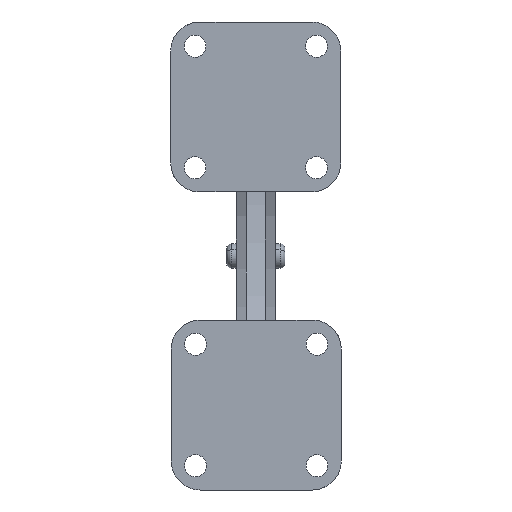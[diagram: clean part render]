
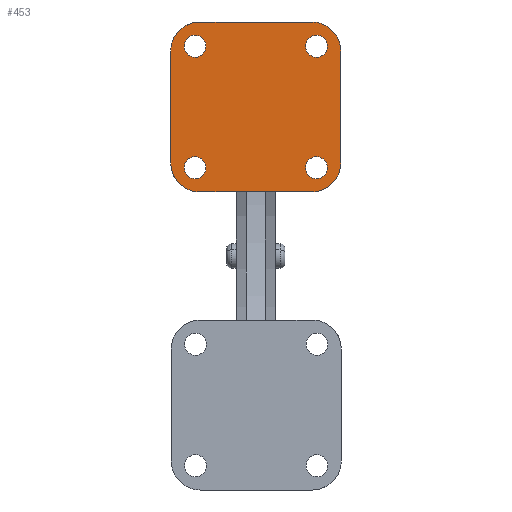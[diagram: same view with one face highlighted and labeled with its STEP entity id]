
A CAD part, front view. The second image highlights one B-rep face of the part: STEP entity #453.
In plain terms, the highlighted free-form (B-spline) face has degree [1, 1] with [2, 2] control points.
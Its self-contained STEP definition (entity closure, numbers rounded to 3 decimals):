
#120 = VERTEX_POINT('',#121);
#121 = CARTESIAN_POINT('',(-38.914,0.,31.909));
#126 = EDGE_CURVE('',#120,#127,#129,.T.);
#127 = VERTEX_POINT('',#128);
#128 = CARTESIAN_POINT('',(-38.914,0.,45.919));
#129 = ( BOUNDED_CURVE() B_SPLINE_CURVE(2,(#130,#131,#132,#133,#134),
.UNSPECIFIED.,.F.,.F.) B_SPLINE_CURVE_WITH_KNOTS((3,2,3),(3.142,
4.712,6.283),.PIECEWISE_BEZIER_KNOTS.) CURVE() 
GEOMETRIC_REPRESENTATION_ITEM() RATIONAL_B_SPLINE_CURVE((1.,
0.707,1.,0.707,1.)) REPRESENTATION_ITEM('') );
#130 = CARTESIAN_POINT('',(-38.914,0.,31.909));
#131 = CARTESIAN_POINT('',(-45.919,0.,31.909));
#132 = CARTESIAN_POINT('',(-45.919,0.,38.914));
#133 = CARTESIAN_POINT('',(-45.919,0.,45.919));
#134 = CARTESIAN_POINT('',(-38.914,0.,45.919));
#168 = VERTEX_POINT('',#169);
#169 = CARTESIAN_POINT('',(38.914,0.,31.909));
#174 = EDGE_CURVE('',#168,#175,#177,.T.);
#175 = VERTEX_POINT('',#176);
#176 = CARTESIAN_POINT('',(38.914,0.,45.919));
#177 = ( BOUNDED_CURVE() B_SPLINE_CURVE(2,(#178,#179,#180,#181,#182),
.UNSPECIFIED.,.F.,.F.) B_SPLINE_CURVE_WITH_KNOTS((3,2,3),(3.142,
4.712,6.283),.PIECEWISE_BEZIER_KNOTS.) CURVE() 
GEOMETRIC_REPRESENTATION_ITEM() RATIONAL_B_SPLINE_CURVE((1.,
0.707,1.,0.707,1.)) REPRESENTATION_ITEM('') );
#178 = CARTESIAN_POINT('',(38.914,0.,31.909));
#179 = CARTESIAN_POINT('',(31.909,0.,31.909));
#180 = CARTESIAN_POINT('',(31.909,0.,38.914));
#181 = CARTESIAN_POINT('',(31.909,0.,45.919));
#182 = CARTESIAN_POINT('',(38.914,0.,45.919));
#216 = VERTEX_POINT('',#217);
#217 = CARTESIAN_POINT('',(38.914,0.,-45.919));
#222 = EDGE_CURVE('',#216,#223,#225,.T.);
#223 = VERTEX_POINT('',#224);
#224 = CARTESIAN_POINT('',(38.914,0.,-31.909));
#225 = ( BOUNDED_CURVE() B_SPLINE_CURVE(2,(#226,#227,#228,#229,#230),
.UNSPECIFIED.,.F.,.F.) B_SPLINE_CURVE_WITH_KNOTS((3,2,3),(3.142,
4.712,6.283),.PIECEWISE_BEZIER_KNOTS.) CURVE() 
GEOMETRIC_REPRESENTATION_ITEM() RATIONAL_B_SPLINE_CURVE((1.,
0.707,1.,0.707,1.)) REPRESENTATION_ITEM('') );
#226 = CARTESIAN_POINT('',(38.914,0.,-45.919));
#227 = CARTESIAN_POINT('',(31.909,0.,-45.919));
#228 = CARTESIAN_POINT('',(31.909,0.,-38.914));
#229 = CARTESIAN_POINT('',(31.909,0.,-31.909));
#230 = CARTESIAN_POINT('',(38.914,0.,-31.909));
#264 = VERTEX_POINT('',#265);
#265 = CARTESIAN_POINT('',(-38.914,0.,-45.919));
#270 = EDGE_CURVE('',#264,#271,#273,.T.);
#271 = VERTEX_POINT('',#272);
#272 = CARTESIAN_POINT('',(-38.914,0.,-31.909));
#273 = ( BOUNDED_CURVE() B_SPLINE_CURVE(2,(#274,#275,#276,#277,#278),
.UNSPECIFIED.,.F.,.F.) B_SPLINE_CURVE_WITH_KNOTS((3,2,3),(3.142,
4.712,6.283),.PIECEWISE_BEZIER_KNOTS.) CURVE() 
GEOMETRIC_REPRESENTATION_ITEM() RATIONAL_B_SPLINE_CURVE((1.,
0.707,1.,0.707,1.)) REPRESENTATION_ITEM('') );
#274 = CARTESIAN_POINT('',(-38.914,0.,-45.919));
#275 = CARTESIAN_POINT('',(-45.919,0.,-45.919));
#276 = CARTESIAN_POINT('',(-45.919,0.,-38.914));
#277 = CARTESIAN_POINT('',(-45.919,0.,-31.909));
#278 = CARTESIAN_POINT('',(-38.914,0.,-31.909));
#453 = ADVANCED_FACE('',(#454,#516,#527,#538,#549),#560,.F.);
#454 = FACE_BOUND('',#455,.T.);
#455 = EDGE_LOOP('',(#456,#466,#473,#481,#488,#496,#503,#511));
#456 = ORIENTED_EDGE('',*,*,#457,.T.);
#457 = EDGE_CURVE('',#458,#460,#462,.T.);
#458 = VERTEX_POINT('',#459);
#459 = CARTESIAN_POINT('',(54.48,0.,35.801));
#460 = VERTEX_POINT('',#461);
#461 = CARTESIAN_POINT('',(35.801,0.,54.48));
#462 = ( BOUNDED_CURVE() B_SPLINE_CURVE(2,(#463,#464,#465),
.UNSPECIFIED.,.F.,.F.) B_SPLINE_CURVE_WITH_KNOTS((3,3),(4.712,
6.283),.PIECEWISE_BEZIER_KNOTS.) CURVE() 
GEOMETRIC_REPRESENTATION_ITEM() RATIONAL_B_SPLINE_CURVE((1.,
0.707,1.)) REPRESENTATION_ITEM('') );
#463 = CARTESIAN_POINT('',(54.48,0.,35.801));
#464 = CARTESIAN_POINT('',(54.48,0.,54.48));
#465 = CARTESIAN_POINT('',(35.801,0.,54.48));
#466 = ORIENTED_EDGE('',*,*,#467,.F.);
#467 = EDGE_CURVE('',#468,#460,#470,.T.);
#468 = VERTEX_POINT('',#469);
#469 = CARTESIAN_POINT('',(-35.801,0.,54.48));
#470 = B_SPLINE_CURVE_WITH_KNOTS('',1,(#471,#472),.UNSPECIFIED.,.F.,.F.,
  (2,2),(18.,87.),.PIECEWISE_BEZIER_KNOTS.);
#471 = CARTESIAN_POINT('',(-35.801,0.,54.48));
#472 = CARTESIAN_POINT('',(35.801,0.,54.48));
#473 = ORIENTED_EDGE('',*,*,#474,.T.);
#474 = EDGE_CURVE('',#468,#475,#477,.T.);
#475 = VERTEX_POINT('',#476);
#476 = CARTESIAN_POINT('',(-54.48,0.,35.801));
#477 = ( BOUNDED_CURVE() B_SPLINE_CURVE(2,(#478,#479,#480),
.UNSPECIFIED.,.F.,.F.) B_SPLINE_CURVE_WITH_KNOTS((3,3),(0.,
1.571),.PIECEWISE_BEZIER_KNOTS.) CURVE() 
GEOMETRIC_REPRESENTATION_ITEM() RATIONAL_B_SPLINE_CURVE((1.,
0.707,1.)) REPRESENTATION_ITEM('') );
#478 = CARTESIAN_POINT('',(-35.801,0.,54.48));
#479 = CARTESIAN_POINT('',(-54.48,0.,54.48));
#480 = CARTESIAN_POINT('',(-54.48,0.,35.801));
#481 = ORIENTED_EDGE('',*,*,#482,.F.);
#482 = EDGE_CURVE('',#483,#475,#485,.T.);
#483 = VERTEX_POINT('',#484);
#484 = CARTESIAN_POINT('',(-54.48,0.,-35.801));
#485 = B_SPLINE_CURVE_WITH_KNOTS('',1,(#486,#487),.UNSPECIFIED.,.F.,.F.,
  (2,2),(18.,87.),.PIECEWISE_BEZIER_KNOTS.);
#486 = CARTESIAN_POINT('',(-54.48,0.,-35.801));
#487 = CARTESIAN_POINT('',(-54.48,0.,35.801));
#488 = ORIENTED_EDGE('',*,*,#489,.T.);
#489 = EDGE_CURVE('',#483,#490,#492,.T.);
#490 = VERTEX_POINT('',#491);
#491 = CARTESIAN_POINT('',(-35.801,0.,-54.48));
#492 = ( BOUNDED_CURVE() B_SPLINE_CURVE(2,(#493,#494,#495),
.UNSPECIFIED.,.F.,.F.) B_SPLINE_CURVE_WITH_KNOTS((3,3),(1.571,
3.142),.PIECEWISE_BEZIER_KNOTS.) CURVE() 
GEOMETRIC_REPRESENTATION_ITEM() RATIONAL_B_SPLINE_CURVE((1.,
0.707,1.)) REPRESENTATION_ITEM('') );
#493 = CARTESIAN_POINT('',(-54.48,0.,-35.801));
#494 = CARTESIAN_POINT('',(-54.48,0.,-54.48));
#495 = CARTESIAN_POINT('',(-35.801,0.,-54.48));
#496 = ORIENTED_EDGE('',*,*,#497,.F.);
#497 = EDGE_CURVE('',#498,#490,#500,.T.);
#498 = VERTEX_POINT('',#499);
#499 = CARTESIAN_POINT('',(35.801,0.,-54.48));
#500 = B_SPLINE_CURVE_WITH_KNOTS('',1,(#501,#502),.UNSPECIFIED.,.F.,.F.,
  (2,2),(-87.,-18.),.PIECEWISE_BEZIER_KNOTS.);
#501 = CARTESIAN_POINT('',(35.801,0.,-54.48));
#502 = CARTESIAN_POINT('',(-35.801,0.,-54.48));
#503 = ORIENTED_EDGE('',*,*,#504,.T.);
#504 = EDGE_CURVE('',#498,#505,#507,.T.);
#505 = VERTEX_POINT('',#506);
#506 = CARTESIAN_POINT('',(54.48,0.,-35.801));
#507 = ( BOUNDED_CURVE() B_SPLINE_CURVE(2,(#508,#509,#510),
.UNSPECIFIED.,.F.,.F.) B_SPLINE_CURVE_WITH_KNOTS((3,3),(3.142,
4.712),.PIECEWISE_BEZIER_KNOTS.) CURVE() 
GEOMETRIC_REPRESENTATION_ITEM() RATIONAL_B_SPLINE_CURVE((1.,
0.707,1.)) REPRESENTATION_ITEM('') );
#508 = CARTESIAN_POINT('',(35.801,0.,-54.48));
#509 = CARTESIAN_POINT('',(54.48,0.,-54.48));
#510 = CARTESIAN_POINT('',(54.48,0.,-35.801));
#511 = ORIENTED_EDGE('',*,*,#512,.F.);
#512 = EDGE_CURVE('',#458,#505,#513,.T.);
#513 = B_SPLINE_CURVE_WITH_KNOTS('',1,(#514,#515),.UNSPECIFIED.,.F.,.F.,
  (2,2),(-87.,-18.),.PIECEWISE_BEZIER_KNOTS.);
#514 = CARTESIAN_POINT('',(54.48,0.,35.801));
#515 = CARTESIAN_POINT('',(54.48,0.,-35.801));
#516 = FACE_BOUND('',#517,.T.);
#517 = EDGE_LOOP('',(#518,#519));
#518 = ORIENTED_EDGE('',*,*,#174,.T.);
#519 = ORIENTED_EDGE('',*,*,#520,.T.);
#520 = EDGE_CURVE('',#175,#168,#521,.T.);
#521 = ( BOUNDED_CURVE() B_SPLINE_CURVE(2,(#522,#523,#524,#525,#526),
.UNSPECIFIED.,.F.,.F.) B_SPLINE_CURVE_WITH_KNOTS((3,2,3),(0.,
1.571,3.142),.PIECEWISE_BEZIER_KNOTS.) CURVE() 
GEOMETRIC_REPRESENTATION_ITEM() RATIONAL_B_SPLINE_CURVE((1.,
0.707,1.,0.707,1.)) REPRESENTATION_ITEM('') );
#522 = CARTESIAN_POINT('',(38.914,0.,45.919));
#523 = CARTESIAN_POINT('',(45.919,0.,45.919));
#524 = CARTESIAN_POINT('',(45.919,0.,38.914));
#525 = CARTESIAN_POINT('',(45.919,0.,31.909));
#526 = CARTESIAN_POINT('',(38.914,0.,31.909));
#527 = FACE_BOUND('',#528,.T.);
#528 = EDGE_LOOP('',(#529,#530));
#529 = ORIENTED_EDGE('',*,*,#222,.T.);
#530 = ORIENTED_EDGE('',*,*,#531,.T.);
#531 = EDGE_CURVE('',#223,#216,#532,.T.);
#532 = ( BOUNDED_CURVE() B_SPLINE_CURVE(2,(#533,#534,#535,#536,#537),
.UNSPECIFIED.,.F.,.F.) B_SPLINE_CURVE_WITH_KNOTS((3,2,3),(0.,
1.571,3.142),.PIECEWISE_BEZIER_KNOTS.) CURVE() 
GEOMETRIC_REPRESENTATION_ITEM() RATIONAL_B_SPLINE_CURVE((1.,
0.707,1.,0.707,1.)) REPRESENTATION_ITEM('') );
#533 = CARTESIAN_POINT('',(38.914,0.,-31.909));
#534 = CARTESIAN_POINT('',(45.919,0.,-31.909));
#535 = CARTESIAN_POINT('',(45.919,0.,-38.914));
#536 = CARTESIAN_POINT('',(45.919,0.,-45.919));
#537 = CARTESIAN_POINT('',(38.914,0.,-45.919));
#538 = FACE_BOUND('',#539,.T.);
#539 = EDGE_LOOP('',(#540,#541));
#540 = ORIENTED_EDGE('',*,*,#126,.T.);
#541 = ORIENTED_EDGE('',*,*,#542,.T.);
#542 = EDGE_CURVE('',#127,#120,#543,.T.);
#543 = ( BOUNDED_CURVE() B_SPLINE_CURVE(2,(#544,#545,#546,#547,#548),
.UNSPECIFIED.,.F.,.F.) B_SPLINE_CURVE_WITH_KNOTS((3,2,3),(0.,
1.571,3.142),.PIECEWISE_BEZIER_KNOTS.) CURVE() 
GEOMETRIC_REPRESENTATION_ITEM() RATIONAL_B_SPLINE_CURVE((1.,
0.707,1.,0.707,1.)) REPRESENTATION_ITEM('') );
#544 = CARTESIAN_POINT('',(-38.914,0.,45.919));
#545 = CARTESIAN_POINT('',(-31.909,0.,45.919));
#546 = CARTESIAN_POINT('',(-31.909,0.,38.914));
#547 = CARTESIAN_POINT('',(-31.909,0.,31.909));
#548 = CARTESIAN_POINT('',(-38.914,0.,31.909));
#549 = FACE_BOUND('',#550,.T.);
#550 = EDGE_LOOP('',(#551,#552));
#551 = ORIENTED_EDGE('',*,*,#270,.T.);
#552 = ORIENTED_EDGE('',*,*,#553,.T.);
#553 = EDGE_CURVE('',#271,#264,#554,.T.);
#554 = ( BOUNDED_CURVE() B_SPLINE_CURVE(2,(#555,#556,#557,#558,#559),
.UNSPECIFIED.,.F.,.F.) B_SPLINE_CURVE_WITH_KNOTS((3,2,3),(0.,
1.571,3.142),.PIECEWISE_BEZIER_KNOTS.) CURVE() 
GEOMETRIC_REPRESENTATION_ITEM() RATIONAL_B_SPLINE_CURVE((1.,
0.707,1.,0.707,1.)) REPRESENTATION_ITEM('') );
#555 = CARTESIAN_POINT('',(-38.914,0.,-31.909));
#556 = CARTESIAN_POINT('',(-31.909,0.,-31.909));
#557 = CARTESIAN_POINT('',(-31.909,0.,-38.914));
#558 = CARTESIAN_POINT('',(-31.909,0.,-45.919));
#559 = CARTESIAN_POINT('',(-38.914,0.,-45.919));
#560 = B_SPLINE_SURFACE_WITH_KNOTS('',1,1,(
    (#561,#562)
    ,(#563,#564
    )),.UNSPECIFIED.,.F.,.F.,.F.,(2,2),(2,2),(-52.5,52.5),(-52.5,52.5),
  .PIECEWISE_BEZIER_KNOTS.);
#561 = CARTESIAN_POINT('',(-54.48,0.,-54.48));
#562 = CARTESIAN_POINT('',(54.48,0.,-54.48));
#563 = CARTESIAN_POINT('',(-54.48,0.,54.48));
#564 = CARTESIAN_POINT('',(54.48,0.,54.48));
